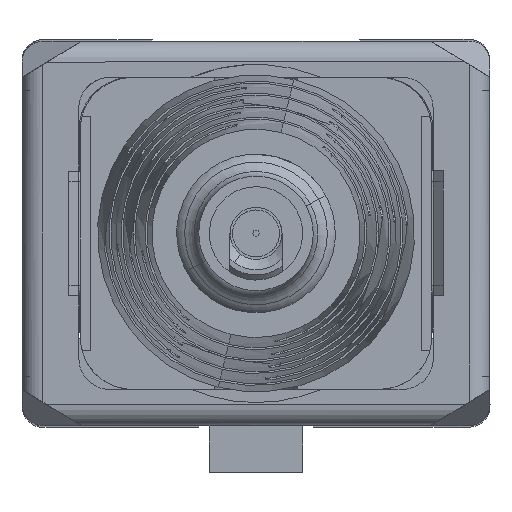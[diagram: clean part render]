
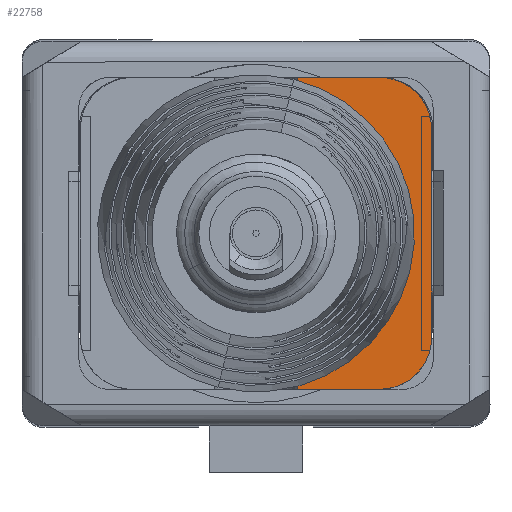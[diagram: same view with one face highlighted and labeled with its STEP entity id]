
A CAD part, left-side view. The second image highlights one B-rep face of the part: STEP entity #22758.
In plain terms, the highlighted planar face has unit normal (-1, 0, 0).
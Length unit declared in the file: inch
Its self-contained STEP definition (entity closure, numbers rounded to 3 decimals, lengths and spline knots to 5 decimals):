
#106 = VERTEX_POINT ( 'NONE', #6438 ) ;
#365 = CARTESIAN_POINT ( 'NONE',  ( -0.59055, 0.11024, 0. ) ) ;
#875 = ORIENTED_EDGE ( 'NONE', *, *, #14645, .F. ) ;
#962 = CARTESIAN_POINT ( 'NONE',  ( -0.59055, 0.08219, -0.11791 ) ) ;
#1052 = CARTESIAN_POINT ( 'NONE',  ( -0.59055, 0.08135, 0.07531 ) ) ;
#1354 = CARTESIAN_POINT ( 'NONE',  ( -0.59055, 0.05351, 0.0971 ) ) ;
#1555 = EDGE_CURVE ( 'NONE', #11932, #106, #13348, .T. ) ;
#1619 = CARTESIAN_POINT ( 'NONE',  ( -0.59055, 0.13287, 0.07854 ) ) ;
#2549 = CARTESIAN_POINT ( 'NONE',  ( -0.59055, 0.08135, -0.07531 ) ) ;
#2813 = FACE_OUTER_BOUND ( 'NONE', #16454, .T. ) ;
#2879 = LINE ( 'NONE', #7826, #28209 ) ;
#3225 = CARTESIAN_POINT ( 'NONE',  ( -0.59055, 0.0315, -0.11791 ) ) ;
#4026 = VERTEX_POINT ( 'NONE', #16192 ) ;
#4829 = DIRECTION ( 'NONE',  ( -1., 0., 0. ) ) ;
#4872 = CARTESIAN_POINT ( 'NONE',  ( -0.59055, 0.10834, -0.02353 ) ) ;
#4890 = CARTESIAN_POINT ( 'NONE',  ( -0.59055, 0.12788, 0.09842 ) ) ;
#4983 = PLANE ( 'NONE',  #29669 ) ;
#5042 = CARTESIAN_POINT ( 'NONE',  ( -0.59055, 0.11767, 0.11005 ) ) ;
#5140 = ORIENTED_EDGE ( 'NONE', *, *, #25202, .T. ) ;
#5182 = EDGE_CURVE ( 'NONE', #28918, #106, #26270, .T. ) ;
#5798 = CARTESIAN_POINT ( 'NONE',  ( -0.59055, 0.0935, -0.11791 ) ) ;
#6438 = CARTESIAN_POINT ( 'NONE',  ( -0.59055, 0.0315, -0.10564 ) ) ;
#6572 = B_SPLINE_CURVE_WITH_KNOTS ( 'NONE', 3,
 ( #22658, #13145, #1354, #8163, #1052, #7865, #15489, #8015, #8484, #29181 ),
 .UNSPECIFIED., .F., .F.,
 ( 4, 2, 2, 2, 4 ),
 ( 0., 0.25, 0.5, 0.75, 1. ),
 .UNSPECIFIED. ) ;
#7294 = CARTESIAN_POINT ( 'NONE',  ( -0.59055, 0.0315, 0. ) ) ;
#7611 = ORIENTED_EDGE ( 'NONE', *, *, #24694, .T. ) ;
#7668 = CARTESIAN_POINT ( 'NONE',  ( -0.59055, 0.11337, 0.11293 ) ) ;
#7761 = ORIENTED_EDGE ( 'NONE', *, *, #1555, .F. ) ;
#7826 = CARTESIAN_POINT ( 'NONE',  ( -0.59055, 0.13287, 0. ) ) ;
#7865 = CARTESIAN_POINT ( 'NONE',  ( -0.59055, 0.09542, 0.05644 ) ) ;
#8015 = CARTESIAN_POINT ( 'NONE',  ( -0.59055, 0.10834, 0.02353 ) ) ;
#8163 = CARTESIAN_POINT ( 'NONE',  ( -0.59055, 0.0728, 0.08361 ) ) ;
#8484 = CARTESIAN_POINT ( 'NONE',  ( -0.59055, 0.11024, 0.01177 ) ) ;
#8738 = CARTESIAN_POINT ( 'NONE',  ( -0.59055, 0.11405, -0.11367 ) ) ;
#9514 = EDGE_CURVE ( 'NONE', #14303, #18449, #25561, .T. ) ;
#10763 = CARTESIAN_POINT ( 'NONE',  ( -0.59055, 0.13287, -0.07854 ) ) ;
#10923 = CARTESIAN_POINT ( 'NONE',  ( -0.59055, 0.11024, 0. ) ) ;
#10934 = CARTESIAN_POINT ( 'NONE',  ( -0.59055, 0.13287, -0.08885 ) ) ;
#11071 = VERTEX_POINT ( 'NONE', #23142 ) ;
#11136 = ORIENTED_EDGE ( 'NONE', *, *, #19569, .F. ) ;
#11731 = VECTOR ( 'NONE', #12563, 39.37008 ) ;
#11932 = VERTEX_POINT ( 'NONE', #10923 ) ;
#11986 = CARTESIAN_POINT ( 'NONE',  ( -0.59055, 0.0935, 0.11791 ) ) ;
#12002 = CARTESIAN_POINT ( 'NONE',  ( -0.59055, 0.05351, -0.0971 ) ) ;
#12475 = CARTESIAN_POINT ( 'NONE',  ( -0.59055, 0.09542, -0.05644 ) ) ;
#12563 = DIRECTION ( 'NONE',  ( 0., 0., 1. ) ) ;
#12709 = VERTEX_POINT ( 'NONE', #17809 ) ;
#12817 = ORIENTED_EDGE ( 'NONE', *, *, #26710, .F. ) ;
#13098 = CARTESIAN_POINT ( 'NONE',  ( -0.59055, 0.10381, -0.11791 ) ) ;
#13145 = CARTESIAN_POINT ( 'NONE',  ( -0.59055, 0.04277, 0.10228 ) ) ;
#13229 = LINE ( 'NONE', #18369, #27027 ) ;
#13348 = B_SPLINE_CURVE_WITH_KNOTS ( 'NONE', 3,
 ( #365, #28494, #4872, #23847, #12475, #2549, #19321, #12002, #21497, #28647 ),
 .UNSPECIFIED., .F., .F.,
 ( 4, 2, 2, 2, 4 ),
 ( 0., 0.25, 0.5, 0.75, 1. ),
 .UNSPECIFIED. ) ;
#14303 = VERTEX_POINT ( 'NONE', #11986 ) ;
#14645 = EDGE_CURVE ( 'NONE', #14303, #11071, #13229, .T. ) ;
#14831 = CARTESIAN_POINT ( 'NONE',  ( -0.59055, 0.09871, 0.11791 ) ) ;
#15329 = ORIENTED_EDGE ( 'NONE', *, *, #29382, .T. ) ;
#15378 = VECTOR ( 'NONE', #21447, 39.37008 ) ;
#15489 = CARTESIAN_POINT ( 'NONE',  ( -0.59055, 0.10093, 0.04587 ) ) ;
#15543 = ORIENTED_EDGE ( 'NONE', *, *, #5182, .T. ) ;
#15592 = CARTESIAN_POINT ( 'NONE',  ( -0.59055, 0.13287, -0.07854 ) ) ;
#15620 = B_SPLINE_CURVE_WITH_KNOTS ( 'NONE', 3,
 ( #5798, #13098, #8738, #29752, #10934, #15592 ),
 .UNSPECIFIED., .F., .F.,
 ( 4, 2, 4 ),
 ( 0., 0.5, 1. ),
 .UNSPECIFIED. ) ;
#16192 = CARTESIAN_POINT ( 'NONE',  ( -0.59055, 0.0315, 0.10564 ) ) ;
#16454 = EDGE_LOOP ( 'NONE', ( #12817, #5140, #875, #21606, #15329, #11136, #7611, #15543, #7761 ) ) ;
#16675 = VECTOR ( 'NONE', #17431, 39.37008 ) ;
#16849 = CARTESIAN_POINT ( 'NONE',  ( -0.59055, 0.13287, 0.08378 ) ) ;
#17431 = DIRECTION ( 'NONE',  ( 0., -1., 0. ) ) ;
#17809 = CARTESIAN_POINT ( 'NONE',  ( -0.59055, 0.0935, -0.11791 ) ) ;
#18369 = CARTESIAN_POINT ( 'NONE',  ( -0.59055, 0., 0.11791 ) ) ;
#18387 = VERTEX_POINT ( 'NONE', #10763 ) ;
#18449 = VERTEX_POINT ( 'NONE', #1619 ) ;
#19321 = CARTESIAN_POINT ( 'NONE',  ( -0.59055, 0.0728, -0.08361 ) ) ;
#19342 = CARTESIAN_POINT ( 'NONE',  ( -0.59055, 0.0935, 0.11791 ) ) ;
#19569 = EDGE_CURVE ( 'NONE', #12709, #18387, #15620, .T. ) ;
#19881 = LINE ( 'NONE', #26869, #11731 ) ;
#21447 = DIRECTION ( 'NONE',  ( 0., 0., 1. ) ) ;
#21497 = CARTESIAN_POINT ( 'NONE',  ( -0.59055, 0.04277, -0.10228 ) ) ;
#21606 = ORIENTED_EDGE ( 'NONE', *, *, #9514, .T. ) ;
#21674 = CARTESIAN_POINT ( 'NONE',  ( -0.59055, 0.12502, 0.10271 ) ) ;
#21832 = CARTESIAN_POINT ( 'NONE',  ( -0.59055, 0.13287, 0.07854 ) ) ;
#22418 = LINE ( 'NONE', #962, #16675 ) ;
#22658 = CARTESIAN_POINT ( 'NONE',  ( -0.59055, 0.0315, 0.10564 ) ) ;
#22758 = ADVANCED_FACE ( 'NONE', ( #2813 ), #4983, .T. ) ;
#23142 = CARTESIAN_POINT ( 'NONE',  ( -0.59055, 0.0315, 0.11791 ) ) ;
#23847 = CARTESIAN_POINT ( 'NONE',  ( -0.59055, 0.10093, -0.04587 ) ) ;
#24109 = CARTESIAN_POINT ( 'NONE',  ( -0.59055, 0.0315, -0.11791 ) ) ;
#24335 = CARTESIAN_POINT ( 'NONE',  ( -0.59055, 0.13188, 0.0888 ) ) ;
#24694 = EDGE_CURVE ( 'NONE', #12709, #28918, #22418, .T. ) ;
#25202 = EDGE_CURVE ( 'NONE', #4026, #11071, #19881, .T. ) ;
#25214 = DIRECTION ( 'NONE',  ( 0., -1., 0. ) ) ;
#25561 = B_SPLINE_CURVE_WITH_KNOTS ( 'NONE', 3,
 ( #19342, #14831, #28982, #7668, #5042, #21674, #4890, #24335, #16849, #21832 ),
 .UNSPECIFIED., .F., .F.,
 ( 4, 2, 2, 2, 4 ),
 ( 0., 0.25, 0.5, 0.75, 1. ),
 .UNSPECIFIED. ) ;
#26270 = LINE ( 'NONE', #7294, #15378 ) ;
#26710 = EDGE_CURVE ( 'NONE', #4026, #11932, #6572, .T. ) ;
#26869 = CARTESIAN_POINT ( 'NONE',  ( -0.59055, 0.0315, 0. ) ) ;
#27027 = VECTOR ( 'NONE', #25214, 39.37008 ) ;
#28209 = VECTOR ( 'NONE', #29292, 39.37008 ) ;
#28315 = DIRECTION ( 'NONE',  ( 0., 0., 1. ) ) ;
#28494 = CARTESIAN_POINT ( 'NONE',  ( -0.59055, 0.11024, -0.01177 ) ) ;
#28647 = CARTESIAN_POINT ( 'NONE',  ( -0.59055, 0.0315, -0.10564 ) ) ;
#28918 = VERTEX_POINT ( 'NONE', #3225 ) ;
#28982 = CARTESIAN_POINT ( 'NONE',  ( -0.59055, 0.10377, 0.1169 ) ) ;
#29181 = CARTESIAN_POINT ( 'NONE',  ( -0.59055, 0.11024, 0. ) ) ;
#29292 = DIRECTION ( 'NONE',  ( 0., 0., -1. ) ) ;
#29382 = EDGE_CURVE ( 'NONE', #18449, #18387, #2879, .T. ) ;
#29669 = AXIS2_PLACEMENT_3D ( 'NONE', #24109, #4829, #28315 ) ;
#29752 = CARTESIAN_POINT ( 'NONE',  ( -0.59055, 0.12863, -0.09909 ) ) ;
